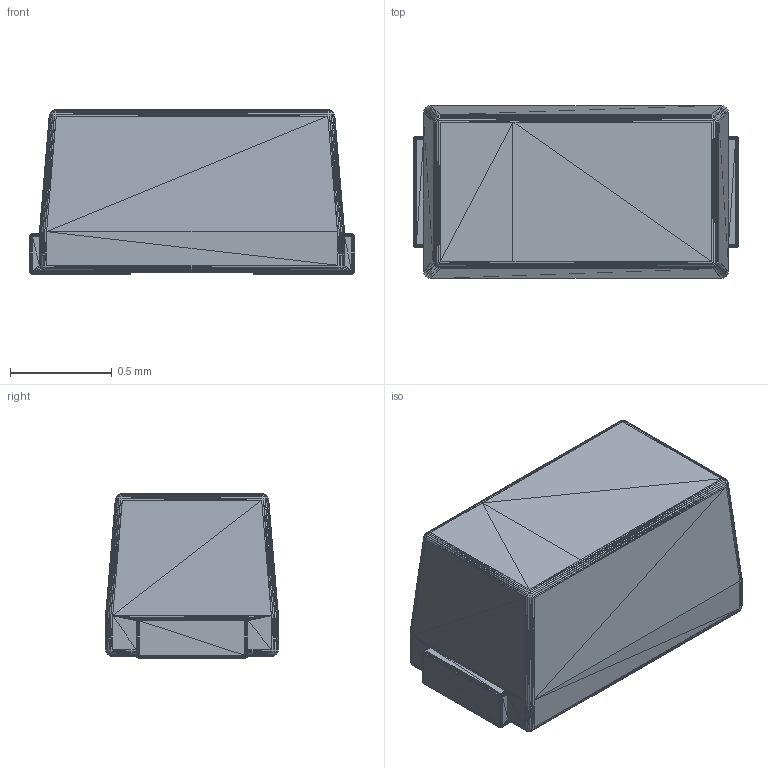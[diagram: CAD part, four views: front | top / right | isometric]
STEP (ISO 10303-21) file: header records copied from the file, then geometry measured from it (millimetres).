
FILE_DESCRIPTION(('auto-generated'),'2;1');
FILE_SCHEMA(('CONFIG_CONTROL_DESIGN'));
Bounding box: 1.6 x 0.85 x 0.81 mm (x, y, z)
Surface area: 6 mm2 (no closed solid volume)
Topology: 0 solids, 11 shells, 2234 faces, 3552 edges, 1316 vertices
Faces by surface type: plane 2234
Entity records: 35100 total; most frequent: ORIENTED_EDGE 6702, DIRECTION 5139, LINE 3552, EDGE_CURVE 3552, VECTOR 2287, AXIS2_PLACEMENT_3D 2235, PLANE 2234, EDGE_LOOP 2234
